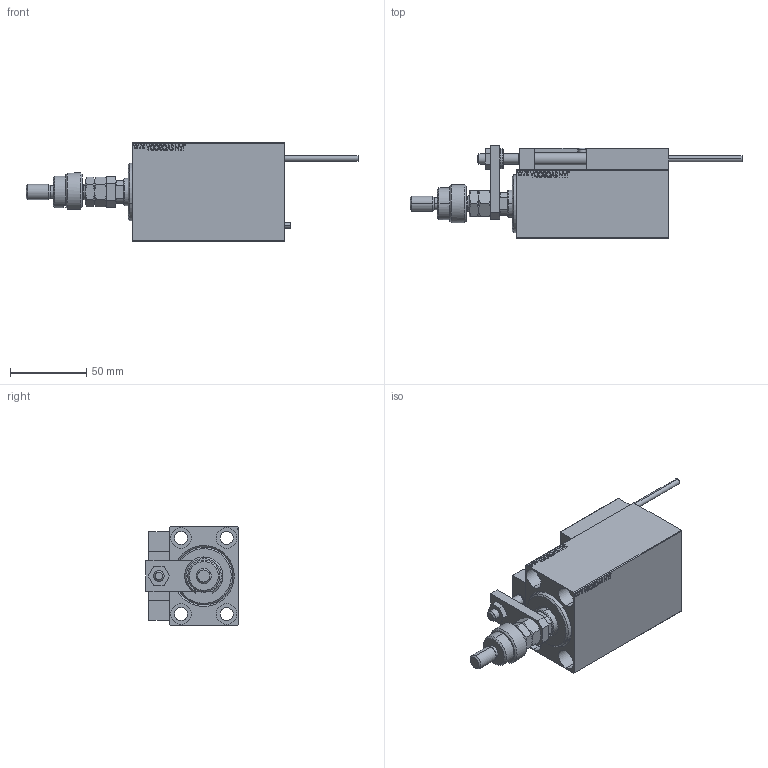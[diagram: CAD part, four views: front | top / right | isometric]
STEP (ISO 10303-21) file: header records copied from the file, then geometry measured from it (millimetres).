
FILE_DESCRIPTION (( 'STEP AP203' ), '1' );
FILE_NAME ('ed38.STEP', '2022-04-17T00:24:31', ( '' ), ( '' ), 'SwSTEP 2.0', 'SolidWorks 2019', '' );
FILE_SCHEMA (( 'CONFIG_CONTROL_DESIGN' ));
Length unit declared in the file: millimetre
Products named in the file (18): ALLEN BOLT D8 a7d050d88f672391110174a79b978f6b; X_Y_DFA a7d050d88f672391110174a79b978f6b; FEMALE_PART_FOR_DFA a7d050d88f672391110174a79b978f6b; V450CM_VC_B a7d050d88f672391110174a79b978f6b; ed38; MFA a7d050d88f672391110174a79b978f6b; NUT_D12 a7d050d88f672391110174a79b978f6b; TYC_L79 a7d050d88f672391110174a79b978f6b; V450CM_C_VCP a7d050d88f672391110174a79b978f6b; Block a7d050d88f672391110174a79b978f6b; SWITCH DIM B,W a7d050d88f672391110174a79b978f6b; KONCOVKA a7d050d88f672391110174a79b978f6b; V450CM_C_Body a7d050d88f672391110174a79b978f6b; MAGNET a7d050d88f672391110174a79b978f6b; ZARAZKA a7d050d88f672391110174a79b978f6b; SWITCH X a7d050d88f672391110174a79b978f6b; ALLEN BOLT D5 a7d050d88f672391110174a79b978f6b; SWITCH_X_FRONT_BACK a7d050d88f672391110174a79b978f6b
Assembly tree (27 placements, depth 3):
  ed38
    V450CM_C_Body a7d050d88f672391110174a79b978f6b
    SWITCH X a7d050d88f672391110174a79b978f6b
      SWITCH_X_FRONT_BACK a7d050d88f672391110174a79b978f6b  x2
      TYC_L79 a7d050d88f672391110174a79b978f6b
      Block a7d050d88f672391110174a79b978f6b  x2
      ALLEN BOLT D5 a7d050d88f672391110174a79b978f6b  x4
      ALLEN BOLT D8 a7d050d88f672391110174a79b978f6b  x4
      MAGNET a7d050d88f672391110174a79b978f6b  x2
      KONCOVKA a7d050d88f672391110174a79b978f6b  x2
    NUT_D12 a7d050d88f672391110174a79b978f6b
    SWITCH DIM B,W a7d050d88f672391110174a79b978f6b
    ZARAZKA a7d050d88f672391110174a79b978f6b
    V450CM_C_VCP a7d050d88f672391110174a79b978f6b
    V450CM_VC_B a7d050d88f672391110174a79b978f6b
    X_Y_DFA a7d050d88f672391110174a79b978f6b
      FEMALE_PART_FOR_DFA a7d050d88f672391110174a79b978f6b
      MFA a7d050d88f672391110174a79b978f6b
Bounding box: 218 x 60.5 x 65 mm (x, y, z)
Volume: 310375.1 mm3; surface area: 92318.2 mm2
Topology: 25 solids, 25 shells, 1363 faces, 3246 edges, 2063 vertices
Faces by surface type: plane 588, bspline 380, cylinder 197, cone 146, torus 48, sphere 4
Entity records: 52912 total; most frequent: CARTESIAN_POINT 26603, ORIENTED_EDGE 5512, DIRECTION 3830, EDGE_CURVE 2756, VERTEX_POINT 1787, LINE 1538, VECTOR 1538, EDGE_LOOP 1275
